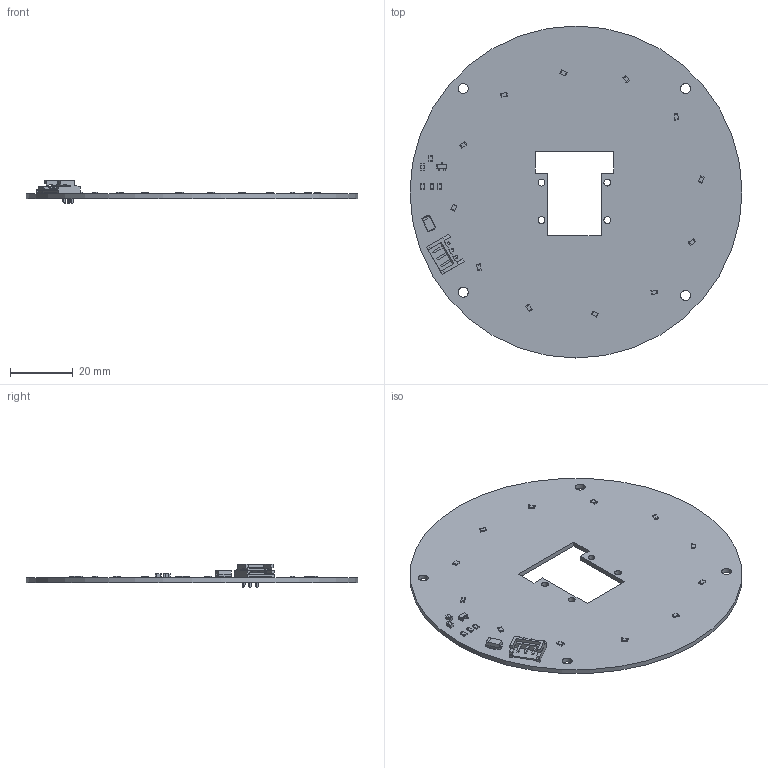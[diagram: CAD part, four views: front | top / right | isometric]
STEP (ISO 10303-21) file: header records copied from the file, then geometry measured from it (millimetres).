
FILE_DESCRIPTION(('KiCad electronic assembly'),'2;1');
FILE_NAME('RPI_Cam3_RL.step','2025-12-30T16:41:09',('Pcbnew'),('Kicad'), 'Open CASCADE STEP processor 7.6','KiCad to STEP converter','Unknown' );
FILE_SCHEMA(('AUTOMOTIVE_DESIGN { 1 0 10303 214 1 1 1 1 }'));
Length unit declared in the file: millimetre
Products named in the file (7): RPI_Cam3_RL 1; R_0805_2012Metric; C_0805_2012Metric; SOT-23; JST_EH_S3B-EH_1x03_P2.50mm_Horizontal; D_SMA; RPI_Cam3_RL_PCB
Assembly tree (21 placements, depth 2):
  RPI_Cam3_RL 1
    R_0805_2012Metric  x15
    C_0805_2012Metric  x2
    SOT-23
    JST_EH_S3B-EH_1x03_P2.50mm_Horizontal
    D_SMA
    RPI_Cam3_RL_PCB
Bounding box: 106 x 106 x 7.4 mm (x, y, z)
Volume: 12639.7 mm3; surface area: 17915.5 mm2
Topology: 21 solids, 21 shells, 702 faces, 1835 edges, 1187 vertices
Faces by surface type: plane 498, cylinder 178, bspline 26
Full cylindrical faces by diameter (mm): 0.95 x3, 2.2 x4, 3.2 x4, 106 x1
Entity records: 9611 total; most frequent: CARTESIAN_POINT 1802, ORIENTED_EDGE 1622, DIRECTION 1486, EDGE_CURVE 811, LINE 656, VECTOR 656, VERTEX_POINT 523, AXIS2_PLACEMENT_3D 415
